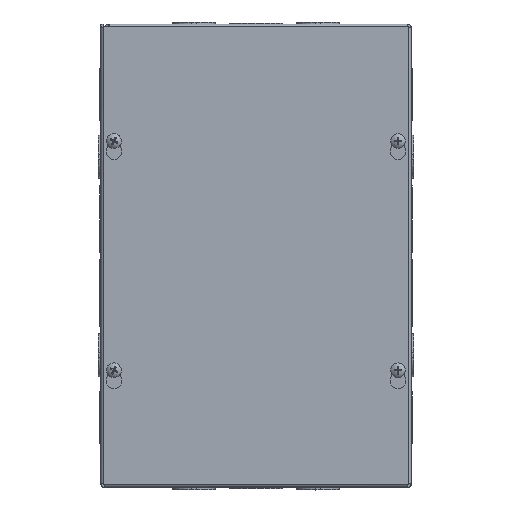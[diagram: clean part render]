
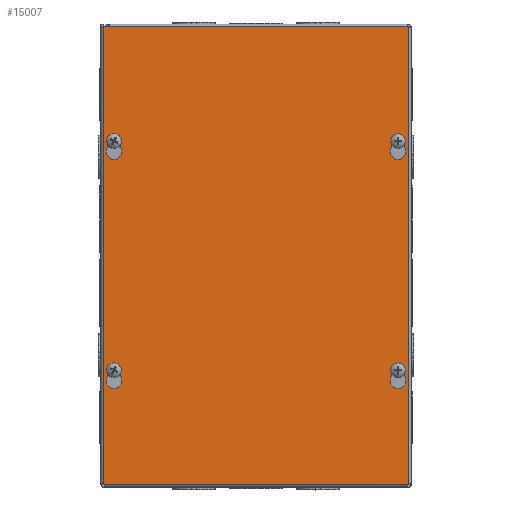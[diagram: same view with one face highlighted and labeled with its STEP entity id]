
A CAD part, top view. The second image highlights one B-rep face of the part: STEP entity #15007.
In plain terms, the highlighted planar face has unit normal (0, 0, 1).
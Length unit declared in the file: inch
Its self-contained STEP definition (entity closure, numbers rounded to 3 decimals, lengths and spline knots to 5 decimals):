
#355=FACE_BOUND('',#5592,.T.);
#356=FACE_BOUND('',#5593,.T.);
#357=FACE_BOUND('',#5594,.T.);
#358=FACE_BOUND('',#5595,.T.);
#852=PLANE('',#16303);
#2259=LINE('',#25355,#3715);
#2263=LINE('',#25365,#3719);
#2266=LINE('',#25373,#3722);
#2270=LINE('',#25385,#3726);
#2275=LINE('',#25403,#3731);
#2279=LINE('',#25413,#3735);
#2282=LINE('',#25421,#3738);
#2286=LINE('',#25433,#3742);
#2288=LINE('',#25441,#3744);
#2292=LINE('',#25449,#3748);
#2295=LINE('',#25455,#3751);
#2298=LINE('',#25460,#3754);
#3715=VECTOR('',#19975,0.3937);
#3719=VECTOR('',#19987,0.3937);
#3722=VECTOR('',#19992,0.3937);
#3726=VECTOR('',#20004,0.3937);
#3731=VECTOR('',#20023,0.3937);
#3735=VECTOR('',#20035,0.3937);
#3738=VECTOR('',#20040,0.3937);
#3742=VECTOR('',#20052,0.3937);
#3744=VECTOR('',#20062,0.3937);
#3748=VECTOR('',#20068,0.3937);
#3751=VECTOR('',#20073,0.3937);
#3754=VECTOR('',#20078,0.3937);
#4704=FACE_OUTER_BOUND('',#5591,.T.);
#5591=EDGE_LOOP('',(#13263,#13264,#13265,#13266));
#5592=EDGE_LOOP('',(#13267,#13268,#13269,#13270));
#5593=EDGE_LOOP('',(#13271,#13272,#13273,#13274));
#5594=EDGE_LOOP('',(#13275,#13276,#13277,#13278));
#5595=EDGE_LOOP('',(#13279,#13280,#13281,#13282));
#6035=CIRCLE('',#16269,0.203);
#6037=CIRCLE('',#16273,0.125);
#6039=CIRCLE('',#16278,0.125);
#6041=CIRCLE('',#16282,0.203);
#6043=CIRCLE('',#16285,0.203);
#6045=CIRCLE('',#16289,0.125);
#6047=CIRCLE('',#16294,0.125);
#6049=CIRCLE('',#16298,0.203);
#7323=VERTEX_POINT('',#25346);
#7324=VERTEX_POINT('',#25348);
#7326=VERTEX_POINT('',#25354);
#7328=VERTEX_POINT('',#25360);
#7331=VERTEX_POINT('',#25370);
#7332=VERTEX_POINT('',#25372);
#7334=VERTEX_POINT('',#25378);
#7336=VERTEX_POINT('',#25384);
#7339=VERTEX_POINT('',#25394);
#7340=VERTEX_POINT('',#25396);
#7342=VERTEX_POINT('',#25402);
#7344=VERTEX_POINT('',#25408);
#7347=VERTEX_POINT('',#25418);
#7348=VERTEX_POINT('',#25420);
#7350=VERTEX_POINT('',#25426);
#7352=VERTEX_POINT('',#25432);
#7353=VERTEX_POINT('',#25439);
#7354=VERTEX_POINT('',#25440);
#7357=VERTEX_POINT('',#25448);
#7359=VERTEX_POINT('',#25454);
#9293=EDGE_CURVE('',#7324,#7323,#6035,.T.);
#9296=EDGE_CURVE('',#7326,#7324,#2259,.T.);
#9299=EDGE_CURVE('',#7328,#7326,#6037,.T.);
#9302=EDGE_CURVE('',#7323,#7328,#2263,.T.);
#9305=EDGE_CURVE('',#7332,#7331,#2266,.T.);
#9308=EDGE_CURVE('',#7334,#7332,#6039,.T.);
#9311=EDGE_CURVE('',#7336,#7334,#2270,.T.);
#9314=EDGE_CURVE('',#7331,#7336,#6041,.T.);
#9317=EDGE_CURVE('',#7340,#7339,#6043,.T.);
#9320=EDGE_CURVE('',#7342,#7340,#2275,.T.);
#9323=EDGE_CURVE('',#7344,#7342,#6045,.T.);
#9326=EDGE_CURVE('',#7339,#7344,#2279,.T.);
#9329=EDGE_CURVE('',#7348,#7347,#2282,.T.);
#9332=EDGE_CURVE('',#7350,#7348,#6047,.T.);
#9335=EDGE_CURVE('',#7352,#7350,#2286,.T.);
#9338=EDGE_CURVE('',#7347,#7352,#6049,.T.);
#9339=EDGE_CURVE('',#7353,#7354,#2288,.T.);
#9343=EDGE_CURVE('',#7354,#7357,#2292,.T.);
#9346=EDGE_CURVE('',#7357,#7359,#2295,.T.);
#9349=EDGE_CURVE('',#7359,#7353,#2298,.T.);
#13263=ORIENTED_EDGE('',*,*,#9339,.F.);
#13264=ORIENTED_EDGE('',*,*,#9349,.F.);
#13265=ORIENTED_EDGE('',*,*,#9346,.F.);
#13266=ORIENTED_EDGE('',*,*,#9343,.F.);
#13267=ORIENTED_EDGE('',*,*,#9293,.T.);
#13268=ORIENTED_EDGE('',*,*,#9302,.T.);
#13269=ORIENTED_EDGE('',*,*,#9299,.T.);
#13270=ORIENTED_EDGE('',*,*,#9296,.T.);
#13271=ORIENTED_EDGE('',*,*,#9305,.T.);
#13272=ORIENTED_EDGE('',*,*,#9314,.T.);
#13273=ORIENTED_EDGE('',*,*,#9311,.T.);
#13274=ORIENTED_EDGE('',*,*,#9308,.T.);
#13275=ORIENTED_EDGE('',*,*,#9317,.T.);
#13276=ORIENTED_EDGE('',*,*,#9326,.T.);
#13277=ORIENTED_EDGE('',*,*,#9323,.T.);
#13278=ORIENTED_EDGE('',*,*,#9320,.T.);
#13279=ORIENTED_EDGE('',*,*,#9329,.T.);
#13280=ORIENTED_EDGE('',*,*,#9338,.T.);
#13281=ORIENTED_EDGE('',*,*,#9335,.T.);
#13282=ORIENTED_EDGE('',*,*,#9332,.T.);
#15007=ADVANCED_FACE('',(#4704,#355,#356,#357,#358),#852,.T.);
#16269=AXIS2_PLACEMENT_3D('',#25349,#19969,#19970);
#16273=AXIS2_PLACEMENT_3D('',#25361,#19981,#19982);
#16278=AXIS2_PLACEMENT_3D('',#25379,#19998,#19999);
#16282=AXIS2_PLACEMENT_3D('',#25389,#20010,#20011);
#16285=AXIS2_PLACEMENT_3D('',#25397,#20017,#20018);
#16289=AXIS2_PLACEMENT_3D('',#25409,#20029,#20030);
#16294=AXIS2_PLACEMENT_3D('',#25427,#20046,#20047);
#16298=AXIS2_PLACEMENT_3D('',#25437,#20058,#20059);
#16303=AXIS2_PLACEMENT_3D('',#25462,#20080,#20081);
#19969=DIRECTION('center_axis',(0.,0.,-1.));
#19970=DIRECTION('ref_axis',(-0.961,0.278,0.));
#19975=DIRECTION('',(0.278,-0.961,0.));
#19981=DIRECTION('center_axis',(0.,0.,-1.));
#19982=DIRECTION('ref_axis',(0.961,0.278,0.));
#19987=DIRECTION('',(0.278,0.961,0.));
#19992=DIRECTION('',(0.278,-0.961,0.));
#19998=DIRECTION('center_axis',(0.,0.,-1.));
#19999=DIRECTION('ref_axis',(0.961,0.278,0.));
#20004=DIRECTION('',(0.278,0.961,0.));
#20010=DIRECTION('center_axis',(0.,0.,-1.));
#20011=DIRECTION('ref_axis',(-0.961,0.278,0.));
#20017=DIRECTION('center_axis',(0.,0.,-1.));
#20018=DIRECTION('ref_axis',(-0.961,0.278,0.));
#20023=DIRECTION('',(0.278,-0.961,0.));
#20029=DIRECTION('center_axis',(0.,0.,-1.));
#20030=DIRECTION('ref_axis',(0.961,0.278,0.));
#20035=DIRECTION('',(0.278,0.961,0.));
#20040=DIRECTION('',(0.278,-0.961,0.));
#20046=DIRECTION('center_axis',(0.,0.,-1.));
#20047=DIRECTION('ref_axis',(0.961,0.278,0.));
#20052=DIRECTION('',(0.278,0.961,0.));
#20058=DIRECTION('center_axis',(0.,0.,-1.));
#20059=DIRECTION('ref_axis',(-0.961,0.278,0.));
#20062=DIRECTION('',(0.,-1.,0.));
#20068=DIRECTION('',(-1.,0.,0.));
#20073=DIRECTION('',(0.,1.,0.));
#20078=DIRECTION('',(1.,0.,0.));
#20080=DIRECTION('center_axis',(0.,0.,1.));
#20081=DIRECTION('ref_axis',(1.,0.,0.));
#25346=CARTESIAN_POINT('',(3.52373,-3.22465,0.059));
#25348=CARTESIAN_POINT('',(3.91377,-3.22465,0.059));
#25349=CARTESIAN_POINT('Origin',(3.71875,-3.281,0.059));
#25354=CARTESIAN_POINT('',(3.83884,-2.9653,0.059));
#25355=CARTESIAN_POINT('',(3.33303,-1.21471,0.059));
#25360=CARTESIAN_POINT('',(3.59866,-2.9653,0.059));
#25361=CARTESIAN_POINT('Origin',(3.71875,-3.,0.059));
#25365=CARTESIAN_POINT('',(3.8554,-2.07672,0.059));
#25370=CARTESIAN_POINT('',(-3.52373,-3.22465,0.059));
#25372=CARTESIAN_POINT('',(-3.59866,-2.9653,0.059));
#25373=CARTESIAN_POINT('',(-3.81794,-2.2064,0.059));
#25378=CARTESIAN_POINT('',(-3.83884,-2.9653,0.059));
#25379=CARTESIAN_POINT('Origin',(-3.71875,-3.,0.059));
#25384=CARTESIAN_POINT('',(-3.91377,-3.22465,0.059));
#25385=CARTESIAN_POINT('',(-3.29556,-1.08504,0.059));
#25389=CARTESIAN_POINT('Origin',(-3.71875,-3.281,0.059));
#25394=CARTESIAN_POINT('',(3.52373,2.77535,0.059));
#25396=CARTESIAN_POINT('',(3.91377,2.77535,0.059));
#25397=CARTESIAN_POINT('Origin',(3.71875,2.719,0.059));
#25402=CARTESIAN_POINT('',(3.83884,3.0347,0.059));
#25403=CARTESIAN_POINT('',(4.13305,2.01644,0.059));
#25408=CARTESIAN_POINT('',(3.59866,3.0347,0.059));
#25409=CARTESIAN_POINT('Origin',(3.71875,3.,0.059));
#25413=CARTESIAN_POINT('',(3.05539,1.15443,0.059));
#25418=CARTESIAN_POINT('',(-3.52373,2.77535,0.059));
#25420=CARTESIAN_POINT('',(-3.59866,3.0347,0.059));
#25421=CARTESIAN_POINT('',(-3.01792,1.02476,0.059));
#25426=CARTESIAN_POINT('',(-3.83884,3.0347,0.059));
#25427=CARTESIAN_POINT('Origin',(-3.71875,3.,0.059));
#25432=CARTESIAN_POINT('',(-3.91377,2.77535,0.059));
#25433=CARTESIAN_POINT('',(-4.09558,2.14612,0.059));
#25437=CARTESIAN_POINT('Origin',(-3.71875,2.719,0.059));
#25439=CARTESIAN_POINT('',(4.,6.,0.059));
#25440=CARTESIAN_POINT('',(4.,-6.,0.059));
#25441=CARTESIAN_POINT('',(4.,6.,0.059));
#25448=CARTESIAN_POINT('',(-4.,-6.,0.059));
#25449=CARTESIAN_POINT('',(4.,-6.,0.059));
#25454=CARTESIAN_POINT('',(-4.,6.,0.059));
#25455=CARTESIAN_POINT('',(-4.,-6.,0.059));
#25460=CARTESIAN_POINT('',(-4.,6.,0.059));
#25462=CARTESIAN_POINT('Origin',(0.,0.,
0.059));
